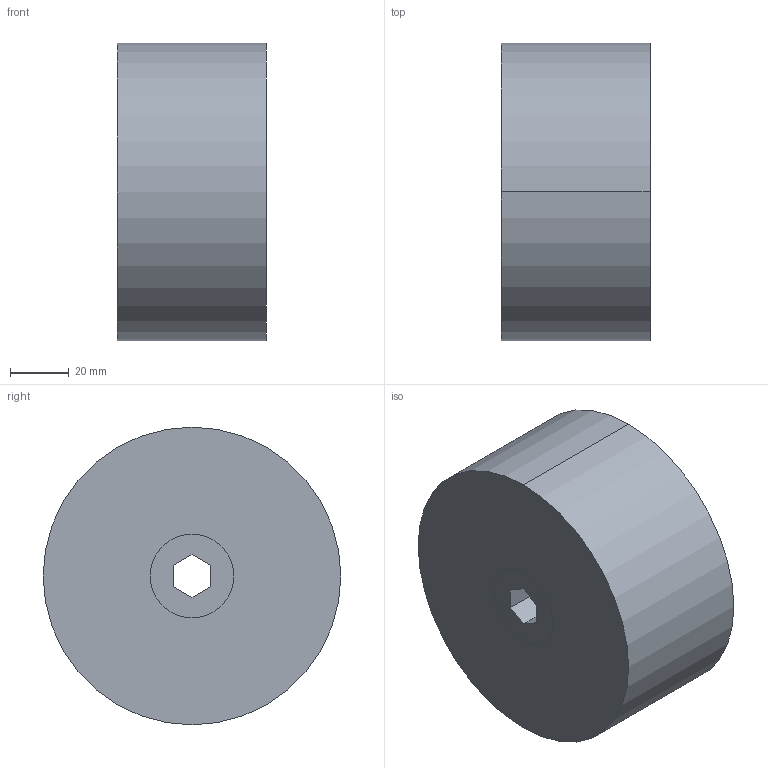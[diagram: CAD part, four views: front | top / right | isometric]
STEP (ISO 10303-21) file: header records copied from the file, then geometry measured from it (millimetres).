
FILE_DESCRIPTION (( 'STEP AP214' ), '1' );
FILE_NAME ('WCP-0193 Rev1.STEP', '2019-12-23T21:34:27', ( '' ), ( '' ), 'SwSTEP 2.0', 'SolidWorks 2018', '' );
FILE_SCHEMA (( 'AUTOMOTIVE_DESIGN' ));
Length unit declared in the file: inch
Products named in the file (3): WCP-0193 Rev1; WCP-0193-001 Rev1; WCP-0190-005 Rev1
Assembly tree (2 placements, depth 2):
  WCP-0193 Rev1
    WCP-0190-005 Rev1
    WCP-0193-001 Rev1
Bounding box: 51.05 x 101.6 x 101.6 mm (x, y, z)
Volume: 404708.3 mm3; surface area: 43570.5 mm2
Topology: 2 solids, 2 shells, 223 faces, 588 edges, 392 vertices
Faces by surface type: plane 139, bspline 78, cylinder 6
Entity records: 10930 total; most frequent: CARTESIAN_POINT 5798, ORIENTED_EDGE 1176, DIRECTION 744, EDGE_CURVE 588, VECTOR 420, LINE 420, VERTEX_POINT 392, EDGE_LOOP 250
